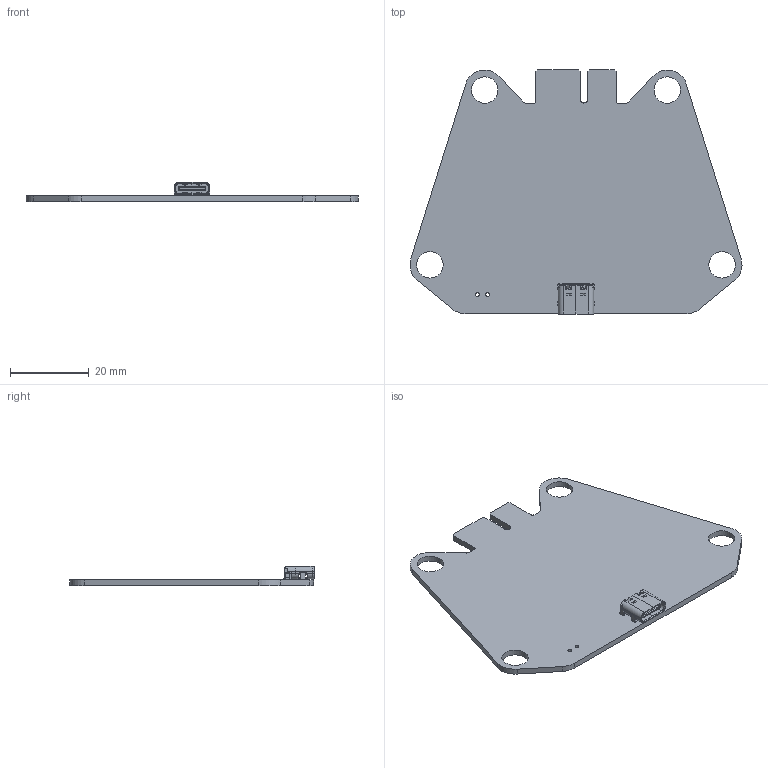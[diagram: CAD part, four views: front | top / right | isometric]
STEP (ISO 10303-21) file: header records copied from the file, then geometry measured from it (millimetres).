
FILE_DESCRIPTION(('KiCad electronic assembly'),'2;1');
FILE_NAME('board.step','2025-04-03T06:35:22',('Pcbnew'),('Kicad'), 'Open CASCADE STEP processor 7.6','KiCad to STEP converter','Unknown' );
FILE_SCHEMA(('AUTOMOTIVE_DESIGN { 1 0 10303 214 1 1 1 1 }'));
Length unit declared in the file: millimetre
Products named in the file (3): board 1; USB_C_Receptacle_GCT_USB4105-xx-A_16P_TopMnt_Horizontal; recovery_PCB
Assembly tree (2 placements, depth 2):
  board 1
    USB_C_Receptacle_GCT_USB4105-xx-A_16P_TopMnt_Horizontal
    recovery_PCB
Bounding box: 84.09 x 61.86 x 4.91 mm (x, y, z)
Volume: 6224.6 mm3; surface area: 9221.1 mm2
Topology: 37 solids, 37 shells, 704 faces, 1768 edges, 1128 vertices
Faces by surface type: plane 529, cylinder 167, cone 8
Full cylindrical faces by diameter (mm): 0.5 x2, 0.6 x2, 1 x2, 6.7 x4
Entity records: 20887 total; most frequent: CARTESIAN_POINT 3707, ORIENTED_EDGE 3536, DIRECTION 3510, EDGE_CURVE 1768, LINE 1416, VECTOR 1416, VERTEX_POINT 1128, AXIS2_PLACEMENT_3D 1047
